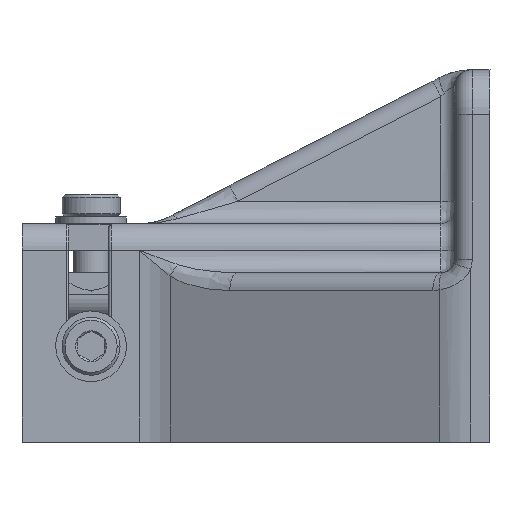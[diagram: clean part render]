
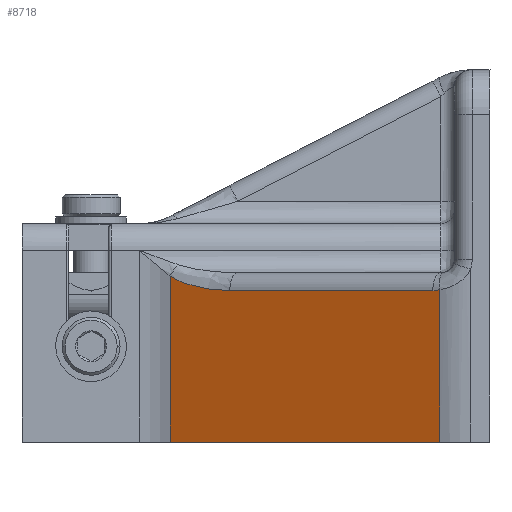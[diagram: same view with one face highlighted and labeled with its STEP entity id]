
A CAD part, left-side view. The second image highlights one B-rep face of the part: STEP entity #8718.
In plain terms, the highlighted planar face has unit normal (-0.889, 0.458, 0).
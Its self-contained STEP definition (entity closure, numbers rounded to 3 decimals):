
#218 = ORIENTED_EDGE ( 'NONE', *, *, #920, .T. ) ;
#226 = CARTESIAN_POINT ( 'NONE',  ( 34.969, -24.716, 47.347 ) ) ;
#449 = CARTESIAN_POINT ( 'NONE',  ( 31.184, -32.068, 45.114 ) ) ;
#496 = CARTESIAN_POINT ( 'NONE',  ( 32.923, -28.69, 45.832 ) ) ;
#547 = CARTESIAN_POINT ( 'NONE',  ( 32.092, -30.304, 45.434 ) ) ;
#742 = ORIENTED_EDGE ( 'NONE', *, *, #9804, .T. ) ;
#896 = CARTESIAN_POINT ( 'NONE',  ( 28.641, -37.005, 44.749 ) ) ;
#920 = EDGE_CURVE ( 'NONE', #3892, #7238, #8858, .T. ) ;
#987 = CARTESIAN_POINT ( 'NONE',  ( 30.996, -32.433, 45.061 ) ) ;
#1161 = CARTESIAN_POINT ( 'NONE',  ( 35.533, -23.621, 47.961 ) ) ;
#1213 = CARTESIAN_POINT ( 'NONE',  ( 33.66, -27.258, 46.276 ) ) ;
#1310 = CARTESIAN_POINT ( 'NONE',  ( 29.511, -35.317, 44.789 ) ) ;
#1387 = AXIS2_PLACEMENT_3D ( 'NONE', #8350, #3657, #9177 ) ;
#1440 = CARTESIAN_POINT ( 'NONE',  ( 4.908, -83.096, 44.749 ) ) ;
#1442 = ORIENTED_EDGE ( 'NONE', *, *, #6133, .T. ) ;
#1724 = ORIENTED_EDGE ( 'NONE', *, *, #10032, .T. ) ;
#1756 = CARTESIAN_POINT ( 'NONE',  ( 34.742, -25.157, 47.13 ) ) ;
#1934 = CARTESIAN_POINT ( 'NONE',  ( 29.872, -34.614, 44.832 ) ) ;
#2006 = VECTOR ( 'NONE', #6577, 1000. ) ;
#2049 = PLANE ( 'NONE',  #1387 ) ;
#2225 = CARTESIAN_POINT ( 'NONE',  ( 4.362, -84.157, 44.934 ) ) ;
#2353 = CARTESIAN_POINT ( 'NONE',  ( 4.362, -84.157, 71.373 ) ) ;
#2584 = CARTESIAN_POINT ( 'NONE',  ( 31.553, -31.351, 45.231 ) ) ;
#2769 = CARTESIAN_POINT ( 'NONE',  ( 35.185, -24.297, 47.57 ) ) ;
#2815 = CARTESIAN_POINT ( 'NONE',  ( 31.913, -30.652, 45.365 ) ) ;
#2840 = CARTESIAN_POINT ( 'NONE',  ( 35.533, -23.621, 71.373 ) ) ;
#2855 = CARTESIAN_POINT ( 'NONE',  ( 5.185, -82.558, 44.749 ) ) ;
#2867 = CARTESIAN_POINT ( 'NONE',  ( 33.228, -28.098, 46.003 ) ) ;
#2921 = CARTESIAN_POINT ( 'NONE',  ( 34.013, -26.573, 46.527 ) ) ;
#3010 = LINE ( 'NONE', #2840, #5655 ) ;
#3115 = CARTESIAN_POINT ( 'NONE',  ( 4.632, -83.632, 44.811 ) ) ;
#3239 = VERTEX_POINT ( 'NONE', #9360 ) ;
#3368 = CARTESIAN_POINT ( 'NONE',  ( 35.489, -23.706, 47.909 ) ) ;
#3647 = CARTESIAN_POINT ( 'NONE',  ( 32.443, -29.622, 45.591 ) ) ;
#3657 = DIRECTION ( 'NONE',  ( -0.889, 0.458, 0. ) ) ;
#3704 = CARTESIAN_POINT ( 'NONE',  ( 32.766, -28.996, 45.747 ) ) ;
#3848 = DIRECTION ( 'NONE',  ( 0., 0., -1. ) ) ;
#3872 = CARTESIAN_POINT ( 'NONE',  ( 35.533, -23.621, 47.961 ) ) ;
#3892 = VERTEX_POINT ( 'NONE', #2855 ) ;
#3910 = DIRECTION ( 'NONE',  ( 0.458, 0.889, 0. ) ) ;
#4003 = CARTESIAN_POINT ( 'NONE',  ( 28.812, -36.674, 44.749 ) ) ;
#4052 = CARTESIAN_POINT ( 'NONE',  ( 28.983, -36.341, 44.754 ) ) ;
#4143 = CARTESIAN_POINT ( 'NONE',  ( 32.606, -29.307, 45.667 ) ) ;
#4221 = VERTEX_POINT ( 'NONE', #10044 ) ;
#4248 = EDGE_LOOP ( 'NONE', ( #1442, #8598, #6327, #218, #1724, #742 ) ) ;
#4412 = CARTESIAN_POINT ( 'NONE',  ( 34.379, -25.863, 46.813 ) ) ;
#4423 = EDGE_CURVE ( 'NONE', #8854, #3892, #6219, .T. ) ;
#4466 = CARTESIAN_POINT ( 'NONE',  ( 30.056, -34.258, 44.859 ) ) ;
#4910 = CARTESIAN_POINT ( 'NONE',  ( 29.156, -36.006, 44.764 ) ) ;
#5084 = CARTESIAN_POINT ( 'NONE',  ( 33.52, -27.531, 46.184 ) ) ;
#5127 = CARTESIAN_POINT ( 'NONE',  ( 34.856, -24.935, 47.239 ) ) ;
#5177 = CARTESIAN_POINT ( 'NONE',  ( 35.519, -23.649, 47.943 ) ) ;
#5232 = CARTESIAN_POINT ( 'NONE',  ( 30.619, -33.165, 44.967 ) ) ;
#5352 = CARTESIAN_POINT ( 'NONE',  ( 4.362, -84.157, 44.934 ) ) ;
#5510 = CARTESIAN_POINT ( 'NONE',  ( 5.185, -82.558, 44.749 ) ) ;
#5655 = VECTOR ( 'NONE', #3848, 1000. ) ;
#5844 = CARTESIAN_POINT ( 'NONE',  ( 34.504, -25.62, 46.92 ) ) ;
#5896 = CARTESIAN_POINT ( 'NONE',  ( 30.807, -32.799, 45.014 ) ) ;
#5951 = FACE_OUTER_BOUND ( 'NONE', #4248, .T. ) ;
#5995 = CARTESIAN_POINT ( 'NONE',  ( 33.907, -26.78, 46.448 ) ) ;
#6133 = EDGE_CURVE ( 'NONE', #4221, #3239, #8191, .T. ) ;
#6219 =( BOUNDED_CURVE ( )  B_SPLINE_CURVE ( 3, ( #2225, #3115, #1440, #5510 ),
 .UNSPECIFIED., .F., .T. ) 
 B_SPLINE_CURVE_WITH_KNOTS ( ( 4, 4 ),
 ( 1.386, 1.65 ),
 .UNSPECIFIED. ) 
 CURVE ( )  GEOMETRIC_REPRESENTATION_ITEM ( )  RATIONAL_B_SPLINE_CURVE ( ( 1., 0.994, 0.994, 1. ) ) 
 REPRESENTATION_ITEM ( '' )  );
#6246 = LINE ( 'NONE', #2353, #9445 ) ;
#6327 = ORIENTED_EDGE ( 'NONE', *, *, #4423, .T. ) ;
#6503 = CARTESIAN_POINT ( 'NONE',  ( 35.29, -24.093, 47.681 ) ) ;
#6577 = DIRECTION ( 'NONE',  ( -0.458, -0.889, 0. ) ) ;
#6777 = CARTESIAN_POINT ( 'NONE',  ( 33.077, -28.392, 45.916 ) ) ;
#6832 = CARTESIAN_POINT ( 'NONE',  ( 29.333, -35.662, 44.774 ) ) ;
#6966 = EDGE_CURVE ( 'NONE', #3239, #8854, #6246, .T. ) ;
#7238 = VERTEX_POINT ( 'NONE', #9090 ) ;
#7282 = CARTESIAN_POINT ( 'NONE',  ( 34.118, -26.369, 46.607 ) ) ;
#7449 = CARTESIAN_POINT ( 'NONE',  ( 33.376, -27.81, 46.095 ) ) ;
#7552 = CARTESIAN_POINT ( 'NONE',  ( 31.734, -31., 45.295 ) ) ;
#7587 = B_SPLINE_CURVE_WITH_KNOTS ( 'NONE', 3,
 ( #896, #4003, #4052, #4910, #6832, #1310, #8063, #1934, #4466, #9977, #9918, #5232, #5896, #987, #449, #7605, #2584, #7552, #2815, #547, #8391, #3647, #4143, #3704, #496, #6777, #2867, #7449, #5084, #1213, #9823, #5995, #2921, #7282, #8847, #4412, #5844, #8246, #1756, #5127, #226, #9026, #2769, #6503, #9169, #3368, #9651, #5177, #1161 ),
 .UNSPECIFIED., .F., .F.,
 ( 4, 3, 3, 3, 3, 3, 3, 3, 3, 3, 3, 3, 3, 3, 3, 3, 4 ),
 ( 1.571, 1.629, 1.69, 1.752, 1.816, 1.881, 1.944, 2.007, 2.066, 2.123, 2.179, 2.222, 2.278, 2.331, 2.383, 2.435, 2.443 ),
 .UNSPECIFIED. ) ;
#7605 = CARTESIAN_POINT ( 'NONE',  ( 31.37, -31.706, 45.173 ) ) ;
#7684 = VERTEX_POINT ( 'NONE', #3872 ) ;
#8063 = CARTESIAN_POINT ( 'NONE',  ( 29.689, -34.971, 44.81 ) ) ;
#8191 = LINE ( 'NONE', #8924, #2006 ) ;
#8246 = CARTESIAN_POINT ( 'NONE',  ( 34.625, -25.386, 47.024 ) ) ;
#8350 = CARTESIAN_POINT ( 'NONE',  ( 25.573, -42.963, 71.373 ) ) ;
#8391 = CARTESIAN_POINT ( 'NONE',  ( 32.269, -29.96, 45.51 ) ) ;
#8598 = ORIENTED_EDGE ( 'NONE', *, *, #6966, .T. ) ;
#8653 = CARTESIAN_POINT ( 'NONE',  ( 25.573, -42.963, 44.749 ) ) ;
#8718 = ADVANCED_FACE ( 'NONE', ( #5951 ), #2049, .T. ) ;
#8805 = DIRECTION ( 'NONE',  ( 0., 0., 1. ) ) ;
#8847 = CARTESIAN_POINT ( 'NONE',  ( 34.25, -26.113, 46.708 ) ) ;
#8854 = VERTEX_POINT ( 'NONE', #5352 ) ;
#8858 = LINE ( 'NONE', #8653, #9020 ) ;
#8924 = CARTESIAN_POINT ( 'NONE',  ( 25.573, -42.963, 10.749 ) ) ;
#9020 = VECTOR ( 'NONE', #3910, 1000. ) ;
#9026 = CARTESIAN_POINT ( 'NONE',  ( 35.079, -24.503, 47.458 ) ) ;
#9090 = CARTESIAN_POINT ( 'NONE',  ( 28.641, -37.005, 44.749 ) ) ;
#9169 = CARTESIAN_POINT ( 'NONE',  ( 35.391, -23.897, 47.794 ) ) ;
#9177 = DIRECTION ( 'NONE',  ( 0., 0., -1. ) ) ;
#9360 = CARTESIAN_POINT ( 'NONE',  ( 4.362, -84.157, 10.749 ) ) ;
#9445 = VECTOR ( 'NONE', #8805, 1000. ) ;
#9651 = CARTESIAN_POINT ( 'NONE',  ( 35.504, -23.678, 47.926 ) ) ;
#9804 = EDGE_CURVE ( 'NONE', #7684, #4221, #3010, .T. ) ;
#9823 = CARTESIAN_POINT ( 'NONE',  ( 33.798, -26.991, 46.373 ) ) ;
#9918 = CARTESIAN_POINT ( 'NONE',  ( 30.429, -33.533, 44.927 ) ) ;
#9977 = CARTESIAN_POINT ( 'NONE',  ( 30.239, -33.902, 44.893 ) ) ;
#10032 = EDGE_CURVE ( 'NONE', #7238, #7684, #7587, .T. ) ;
#10044 = CARTESIAN_POINT ( 'NONE',  ( 35.533, -23.621, 10.749 ) ) ;
